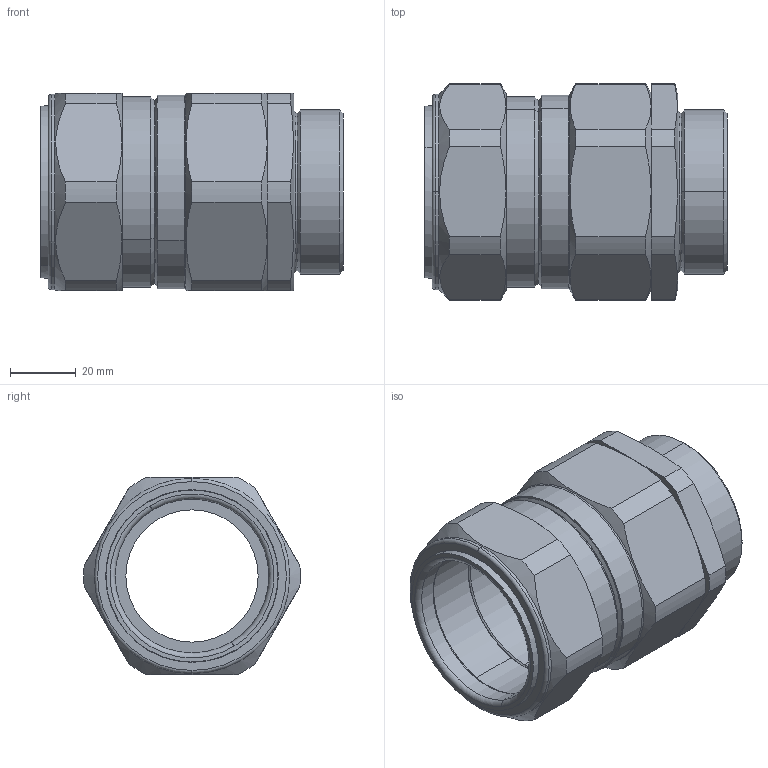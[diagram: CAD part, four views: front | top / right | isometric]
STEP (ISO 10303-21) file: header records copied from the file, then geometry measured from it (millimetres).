
FILE_DESCRIPTION (( 'STEP AP203' ), '1' );
FILE_NAME ('50SC2K1RA.STEP', '2021-03-29T13:03:13', ( '' ), ( '' ), 'SwSTEP 2.0', 'SolidWorks 2017', '' );
FILE_SCHEMA (( 'CONFIG_CONTROL_DESIGN' ));
Length unit declared in the file: millimetre
Products named in the file (1): 50SC2K1RA
Bounding box: 92 x 65.97 x 60 mm (x, y, z)
Volume: 104845.3 mm3; surface area: 35156.9 mm2
Topology: 1 solids, 1 shells, 115 faces, 266 edges, 160 vertices
Faces by surface type: cylinder 36, cone 36, plane 33, torus 10
Entity records: 3605 total; most frequent: CARTESIAN_POINT 910, DIRECTION 578, ORIENTED_EDGE 532, EDGE_CURVE 266, AXIS2_PLACEMENT_3D 244, VERTEX_POINT 160, CIRCLE 128, EDGE_LOOP 124
